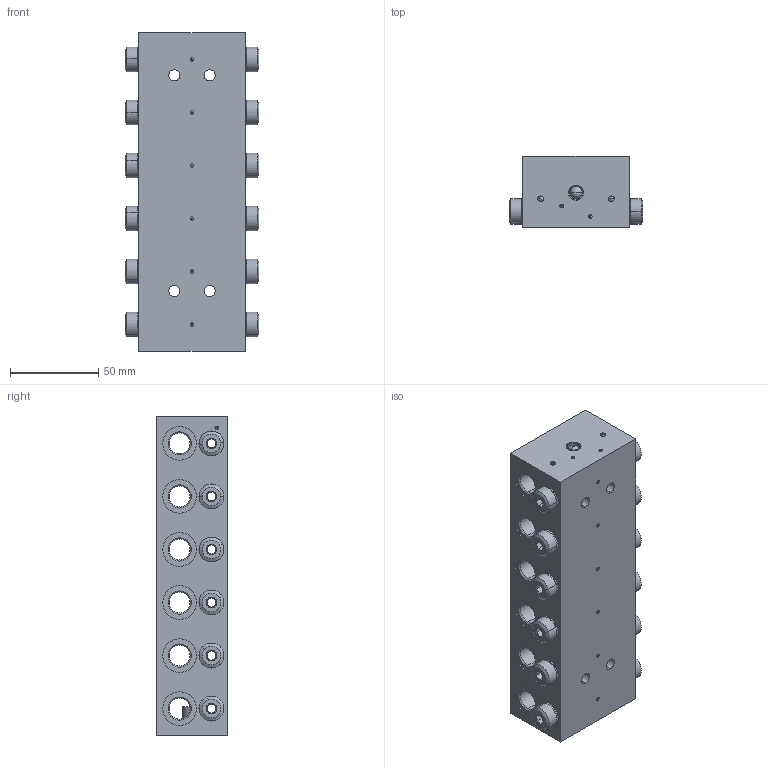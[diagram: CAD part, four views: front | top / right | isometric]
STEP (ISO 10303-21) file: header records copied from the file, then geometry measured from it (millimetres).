
FILE_DESCRIPTION (( 'STEP AP203' ), '1' );
FILE_NAME ('6002006-SKSL12.STEP', '2025-02-28T07:47:38', ( '' ), ( '' ), 'SwSTEP 2.0', 'SolidWorks 2020', '' );
FILE_SCHEMA (( 'CONFIG_CONTROL_DESIGN' ));
Length unit declared in the file: millimetre
Products named in the file (1): 6002006-SKSL12
Bounding box: 75.6 x 40 x 180 mm (x, y, z)
Surface area: 60745.1 mm2 (no closed solid volume)
Topology: 0 solids, 59 shells, 706 faces, 2909 edges, 2181 vertices
Faces by surface type: plane 262, cylinder 175, bspline 115, cone 76, sphere 54, torus 24
Entity records: 42044 total; most frequent: CARTESIAN_POINT 21157, ORIENTED_EDGE 4063, DIRECTION 3494, EDGE_CURVE 2774, VERTEX_POINT 2100, VECTOR 1184, LINE 1184, AXIS2_PLACEMENT_3D 1155
